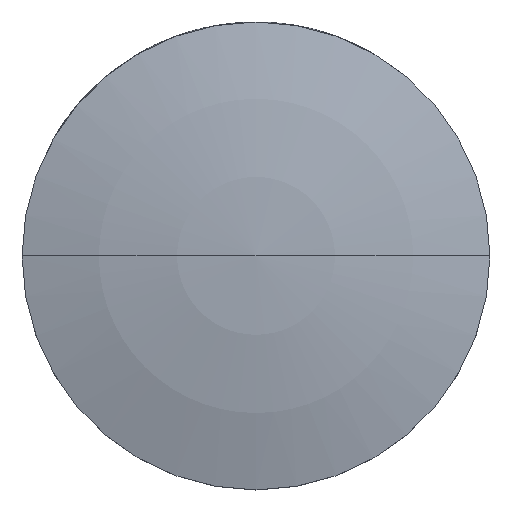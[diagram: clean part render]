
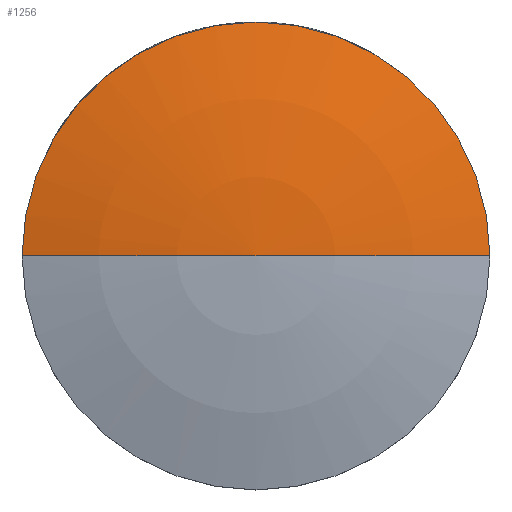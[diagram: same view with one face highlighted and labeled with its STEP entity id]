
A CAD part, top view. The second image highlights one B-rep face of the part: STEP entity #1256.
In plain terms, the highlighted toroidal (fillet/blend) face has major radius 0.014 mm and minor radius 23 mm.
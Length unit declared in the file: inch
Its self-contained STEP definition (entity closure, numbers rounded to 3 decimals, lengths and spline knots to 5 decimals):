
#6 = EDGE_CURVE ( 'NONE', #1230, #2119, #1840, .T. ) ;
#14 = ORIENTED_EDGE ( 'NONE', *, *, #450, .F. ) ;
#44 = EDGE_LOOP ( 'NONE', ( #538, #157, #14 ) ) ;
#157 = ORIENTED_EDGE ( 'NONE', *, *, #2850, .T. ) ;
#250 = VERTEX_POINT ( 'NONE', #1030 ) ;
#369 = TOROIDAL_SURFACE ( 'NONE', #605, 0.00054, 0.90551 ) ;
#370 = CARTESIAN_POINT ( 'NONE',  ( 0., 0., -0.85256 ) ) ;
#450 = EDGE_CURVE ( 'NONE', #1230, #250, #1518, .T. ) ;
#498 = DIRECTION ( 'NONE',  ( 1., 0., 0. ) ) ;
#538 = ORIENTED_EDGE ( 'NONE', *, *, #6, .T. ) ;
#605 = AXIS2_PLACEMENT_3D ( 'NONE', #370, #1938, #1672 ) ;
#673 = AXIS2_PLACEMENT_3D ( 'NONE', #2514, #1158, #2703 ) ;
#767 = CARTESIAN_POINT ( 'NONE',  ( -0.25, 0., 0.01791 ) ) ;
#1030 = CARTESIAN_POINT ( 'NONE',  ( 0., 0., 0.05295 ) ) ;
#1158 = DIRECTION ( 'NONE',  ( 0., 1., 0. ) ) ;
#1172 = DIRECTION ( 'NONE',  ( 0., 0., 1. ) ) ;
#1230 = VERTEX_POINT ( 'NONE', #1483 ) ;
#1256 = ADVANCED_FACE ( 'NONE', ( #2325 ), #369, .T. ) ;
#1483 = CARTESIAN_POINT ( 'NONE',  ( 0.25, 0., 0.01791 ) ) ;
#1518 = CIRCLE ( 'NONE', #1525, 0.90551 ) ;
#1525 = AXIS2_PLACEMENT_3D ( 'NONE', #2216, #1794, #1548 ) ;
#1548 = DIRECTION ( 'NONE',  ( 0., 0., -1. ) ) ;
#1672 = DIRECTION ( 'NONE',  ( 1., 0., 0. ) ) ;
#1794 = DIRECTION ( 'NONE',  ( 0., -1., 0. ) ) ;
#1840 = CIRCLE ( 'NONE', #2444, 0.25 ) ;
#1938 = DIRECTION ( 'NONE',  ( 0., 0., 1. ) ) ;
#2119 = VERTEX_POINT ( 'NONE', #767 ) ;
#2216 = CARTESIAN_POINT ( 'NONE',  ( 0.00054, 0., -0.85256 ) ) ;
#2325 = FACE_OUTER_BOUND ( 'NONE', #44, .T. ) ;
#2444 = AXIS2_PLACEMENT_3D ( 'NONE', #2532, #1172, #498 ) ;
#2514 = CARTESIAN_POINT ( 'NONE',  ( -0.00054, 0., -0.85256 ) ) ;
#2532 = CARTESIAN_POINT ( 'NONE',  ( 0., 0., 0.01791 ) ) ;
#2703 = DIRECTION ( 'NONE',  ( -1., 0., 0. ) ) ;
#2850 = EDGE_CURVE ( 'NONE', #2119, #250, #2857, .T. ) ;
#2857 = CIRCLE ( 'NONE', #673, 0.90551 ) ;
